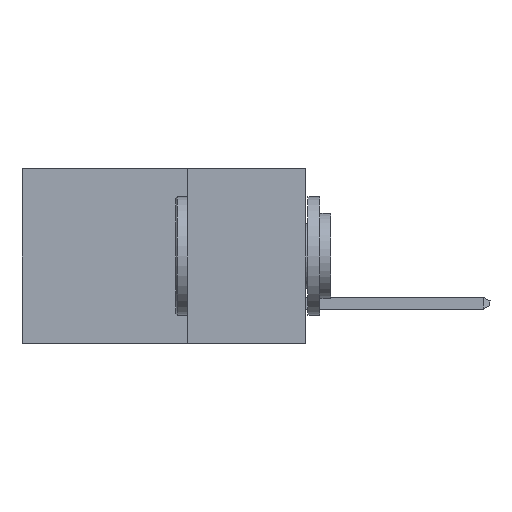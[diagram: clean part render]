
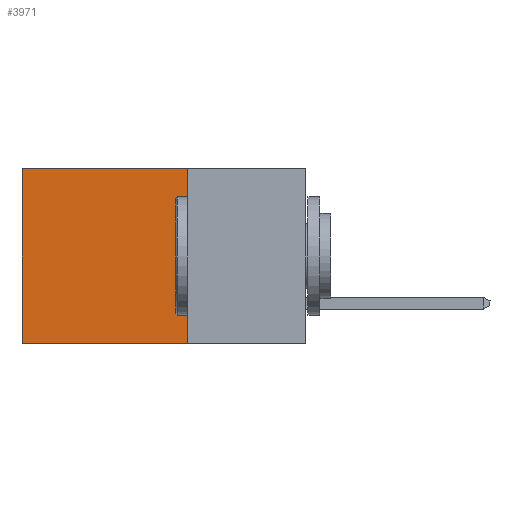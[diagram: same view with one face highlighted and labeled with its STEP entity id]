
A CAD part, left-side view. The second image highlights one B-rep face of the part: STEP entity #3971.
In plain terms, the highlighted planar face has unit normal (-1, 0, 0).
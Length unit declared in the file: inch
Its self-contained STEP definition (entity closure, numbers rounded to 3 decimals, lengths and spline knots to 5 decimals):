
#126 = VECTOR ( 'NONE', #2814, 39.37008 ) ;
#272 = VERTEX_POINT ( 'NONE', #9401 ) ;
#371 = EDGE_CURVE ( 'NONE', #7845, #803, #7792, .T. ) ;
#803 = VERTEX_POINT ( 'NONE', #7626 ) ;
#822 = EDGE_CURVE ( 'NONE', #272, #7845, #8682, .T. ) ;
#1168 = DIRECTION ( 'NONE',  ( 0., 1., 0. ) ) ;
#1323 = EDGE_LOOP ( 'NONE', ( #9734, #7130, #2326, #8779 ) ) ;
#1501 = EDGE_CURVE ( 'NONE', #272, #9785, #7505, .T. ) ;
#1678 = EDGE_CURVE ( 'NONE', #9785, #803, #9585, .T. ) ;
#2003 = CARTESIAN_POINT ( 'NONE',  ( 0.2615, 0.25, -0.37 ) ) ;
#2143 = CARTESIAN_POINT ( 'NONE',  ( 0.2615, 0.6, 0. ) ) ;
#2326 = ORIENTED_EDGE ( 'NONE', *, *, #1501, .F. ) ;
#2449 = CARTESIAN_POINT ( 'NONE',  ( 0.2615, 0.6, -0.37 ) ) ;
#2814 = DIRECTION ( 'NONE',  ( 0., 0., -1. ) ) ;
#2859 = FACE_OUTER_BOUND ( 'NONE', #1323, .T. ) ;
#3971 = ADVANCED_FACE ( 'NONE', ( #2859 ), #9947, .F. ) ;
#4002 = DIRECTION ( 'NONE',  ( 0., 0., -1. ) ) ;
#4039 = CARTESIAN_POINT ( 'NONE',  ( 0.2615, 0.25, 0. ) ) ;
#4156 = VECTOR ( 'NONE', #1168, 39.37008 ) ;
#4305 = VECTOR ( 'NONE', #7971, 39.37008 ) ;
#4313 = CARTESIAN_POINT ( 'NONE',  ( 0.2615, 0.25, -0.37 ) ) ;
#5128 = DIRECTION ( 'NONE',  ( 1., 0., 0. ) ) ;
#5275 = VECTOR ( 'NONE', #4002, 39.37008 ) ;
#6417 = AXIS2_PLACEMENT_3D ( 'NONE', #4313, #5128, #6637 ) ;
#6515 = CARTESIAN_POINT ( 'NONE',  ( 0.2615, 0.25, -0.37 ) ) ;
#6637 = DIRECTION ( 'NONE',  ( 0., 0., -1. ) ) ;
#7130 = ORIENTED_EDGE ( 'NONE', *, *, #1678, .F. ) ;
#7505 = LINE ( 'NONE', #2003, #126 ) ;
#7626 = CARTESIAN_POINT ( 'NONE',  ( 0.2615, 0.6, -0.37 ) ) ;
#7792 = LINE ( 'NONE', #2449, #5275 ) ;
#7845 = VERTEX_POINT ( 'NONE', #2143 ) ;
#7971 = DIRECTION ( 'NONE',  ( 0., 1., 0. ) ) ;
#8568 = CARTESIAN_POINT ( 'NONE',  ( 0.2615, 0.25, -0.37 ) ) ;
#8682 = LINE ( 'NONE', #4039, #4305 ) ;
#8779 = ORIENTED_EDGE ( 'NONE', *, *, #822, .T. ) ;
#9401 = CARTESIAN_POINT ( 'NONE',  ( 0.2615, 0.25, 0. ) ) ;
#9585 = LINE ( 'NONE', #6515, #4156 ) ;
#9734 = ORIENTED_EDGE ( 'NONE', *, *, #371, .T. ) ;
#9785 = VERTEX_POINT ( 'NONE', #8568 ) ;
#9947 = PLANE ( 'NONE',  #6417 ) ;
